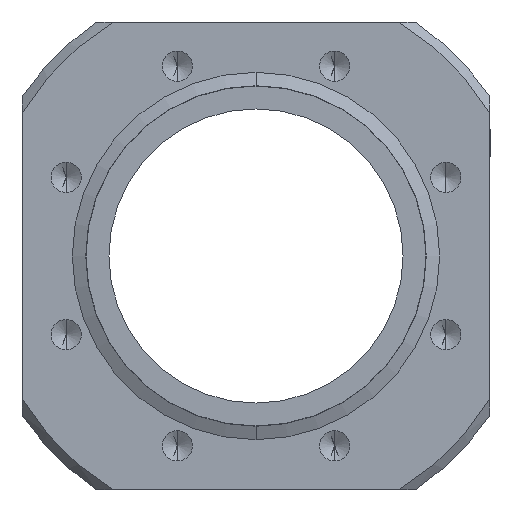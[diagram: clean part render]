
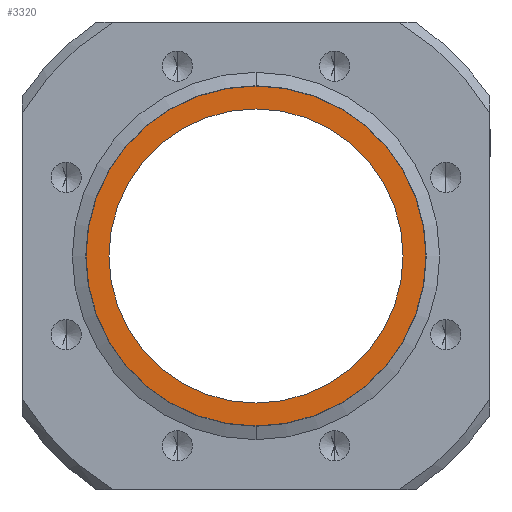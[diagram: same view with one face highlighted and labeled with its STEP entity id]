
A CAD part, front view. The second image highlights one B-rep face of the part: STEP entity #3320.
In plain terms, the highlighted planar face has unit normal (0, -1, 0).
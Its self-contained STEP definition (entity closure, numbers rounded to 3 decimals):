
#345 = CIRCLE ( 'NONE', #2525, 38.139 ) ;
#493 = DIRECTION ( 'NONE',  ( 0., 1., 0. ) ) ;
#504 = CARTESIAN_POINT ( 'NONE',  ( 0., -34.1, 0. ) ) ;
#549 = ORIENTED_EDGE ( 'NONE', *, *, #6939, .T. ) ;
#693 = DIRECTION ( 'NONE',  ( 0., 0., -1. ) ) ;
#827 = PLANE ( 'NONE',  #6411 ) ;
#935 = DIRECTION ( 'NONE',  ( 0., 0., 1. ) ) ;
#943 = DIRECTION ( 'NONE',  ( 0., 0., -1. ) ) ;
#1416 = CARTESIAN_POINT ( 'NONE',  ( 0., -34.1, 38.139 ) ) ;
#1600 = ORIENTED_EDGE ( 'NONE', *, *, #5450, .T. ) ;
#1767 = CIRCLE ( 'NONE', #5184, 38.139 ) ;
#1888 = CARTESIAN_POINT ( 'NONE',  ( 0., -34.1, 0. ) ) ;
#1900 = EDGE_LOOP ( 'NONE', ( #1600, #6502 ) ) ;
#2041 = FACE_BOUND ( 'NONE', #6877, .T. ) ;
#2367 = VERTEX_POINT ( 'NONE', #5530 ) ;
#2474 = CARTESIAN_POINT ( 'NONE',  ( 0., -34.1, 33. ) ) ;
#2525 = AXIS2_PLACEMENT_3D ( 'NONE', #5632, #2946, #693 ) ;
#2705 = CARTESIAN_POINT ( 'NONE',  ( 0., -34.1, -38.139 ) ) ;
#2946 = DIRECTION ( 'NONE',  ( 0., -1., 0. ) ) ;
#2951 = DIRECTION ( 'NONE',  ( 0., -1., 0. ) ) ;
#3075 = CIRCLE ( 'NONE', #6397, 33. ) ;
#3320 = ADVANCED_FACE ( 'NONE', ( #6955, #2041 ), #827, .T. ) ;
#3447 = EDGE_CURVE ( 'NONE', #2367, #4483, #6528, .T. ) ;
#3557 = DIRECTION ( 'NONE',  ( 0., -1., 0. ) ) ;
#4318 = EDGE_CURVE ( 'NONE', #5601, #6257, #345, .T. ) ;
#4483 = VERTEX_POINT ( 'NONE', #2474 ) ;
#4797 = CARTESIAN_POINT ( 'NONE',  ( 0., -34.1, 0. ) ) ;
#5184 = AXIS2_PLACEMENT_3D ( 'NONE', #1888, #2951, #6828 ) ;
#5226 = CARTESIAN_POINT ( 'NONE',  ( -38.139, -34.1, 0. ) ) ;
#5450 = EDGE_CURVE ( 'NONE', #6257, #5601, #1767, .T. ) ;
#5530 = CARTESIAN_POINT ( 'NONE',  ( 0., -34.1, -33. ) ) ;
#5601 = VERTEX_POINT ( 'NONE', #2705 ) ;
#5632 = CARTESIAN_POINT ( 'NONE',  ( 0., -34.1, 0. ) ) ;
#5912 = DIRECTION ( 'NONE',  ( 0., 1., 0. ) ) ;
#6068 = AXIS2_PLACEMENT_3D ( 'NONE', #4797, #493, #6987 ) ;
#6257 = VERTEX_POINT ( 'NONE', #1416 ) ;
#6397 = AXIS2_PLACEMENT_3D ( 'NONE', #504, #5912, #943 ) ;
#6411 = AXIS2_PLACEMENT_3D ( 'NONE', #5226, #3557, #935 ) ;
#6502 = ORIENTED_EDGE ( 'NONE', *, *, #4318, .T. ) ;
#6528 = CIRCLE ( 'NONE', #6068, 33. ) ;
#6549 = ORIENTED_EDGE ( 'NONE', *, *, #3447, .T. ) ;
#6828 = DIRECTION ( 'NONE',  ( 0., 0., -1. ) ) ;
#6877 = EDGE_LOOP ( 'NONE', ( #549, #6549 ) ) ;
#6939 = EDGE_CURVE ( 'NONE', #4483, #2367, #3075, .T. ) ;
#6955 = FACE_OUTER_BOUND ( 'NONE', #1900, .T. ) ;
#6987 = DIRECTION ( 'NONE',  ( 0., 0., -1. ) ) ;
